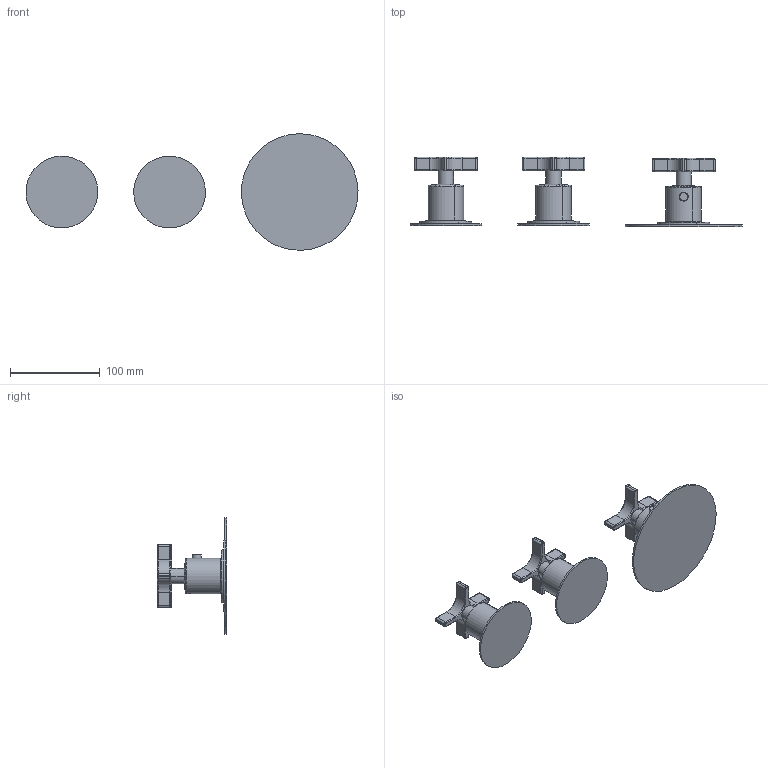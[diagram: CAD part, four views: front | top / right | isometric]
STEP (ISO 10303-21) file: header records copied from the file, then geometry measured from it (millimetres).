
FILE_DESCRIPTION(('CATIA V5 STEP Exchange','CAx-IF Rec.Pracs.--- Model Styling and Organization---1.5--- 2016-08-15','CAx-IF Rec.Pracs.---Supplemental Geometry---1.0---2011-11-01','CAx-IF Rec.Pracs.--- Composite Materials ---3.4---2017-06-13','CAx-IF Rec.Pracs.---Tessellated 3D Geometry---1.0---2015-12-17'),'2;1');
FILE_NAME('GS00R200.stp','2022-09-16T13:30:01+00:00',('none'),('none'),'CATIA Version 5-6 Release 2020 SP2','CATIA V5 STEP AP242 v2','none');
FILE_SCHEMA(('AP242_MANAGED_MODEL_BASED_3D_ENGINEERING_MIM_LF {1 0 10303 442 1 1 4}'));
Length unit declared in the file: millimetre
Products named in the file (1): GS01R200
Bounding box: 369.97 x 77.25 x 129.96 mm (x, y, z)
Volume: 192285.1 mm3; surface area: 108728.2 mm2
Topology: 18 solids, 18 shells, 783 faces, 1859 edges, 1134 vertices
Faces by surface type: cylinder 337, plane 294, torus 84, cone 49, bspline 13, sphere 6
Entity records: 23168 total; most frequent: CARTESIAN_POINT 5959, ORIENTED_EDGE 3718, DIRECTION 3056, EDGE_CURVE 1859, AXIS2_PLACEMENT_3D 1463, VERTEX_POINT 1134, VECTOR 901, LINE 901
